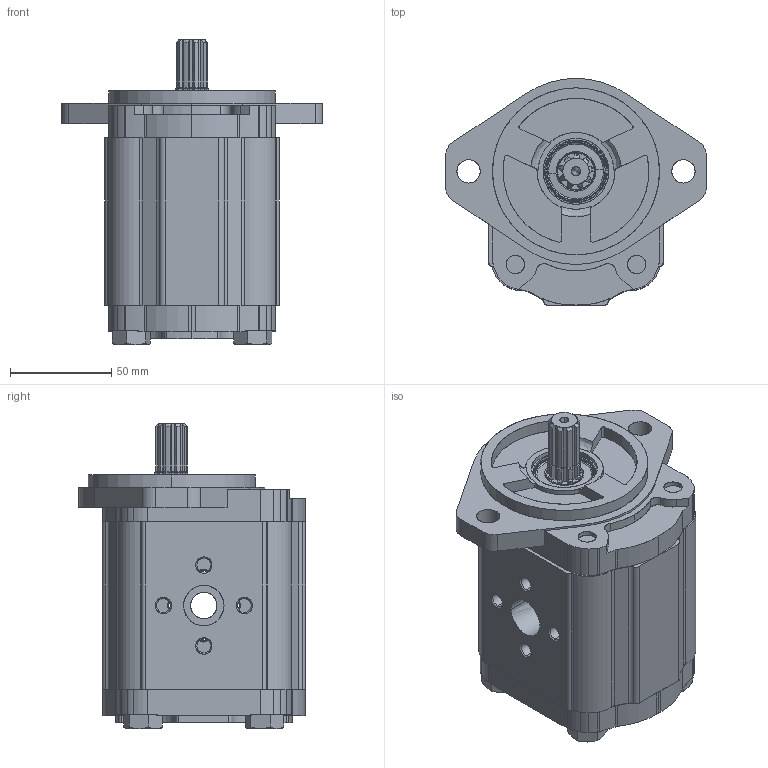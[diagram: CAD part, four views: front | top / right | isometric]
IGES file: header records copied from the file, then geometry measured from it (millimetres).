
Start section: SolidWorks IGES file using analytic representation for surfaces
Global section: file name: OT 200 P22 D-P 21 S2.igs; native system: SolidWorks 2016; preprocessor: SolidWorks 2016; author: serviziopdm; date: 170223.084411; units: millimetre
Bounding box: 128.96 x 112.21 x 150.9 mm (x, y, z)
Surface area: 80109.2 mm2 (no closed solid volume)
Topology: 0 solids, 0 shells, 446 faces, 5671 edges, 5669 vertices
Faces by surface type: revolution 340, bspline 106
